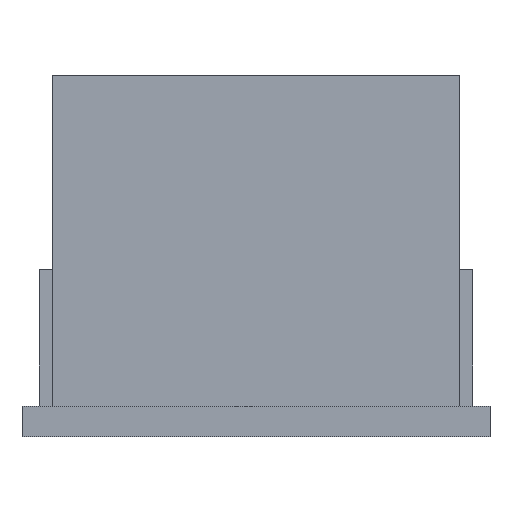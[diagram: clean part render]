
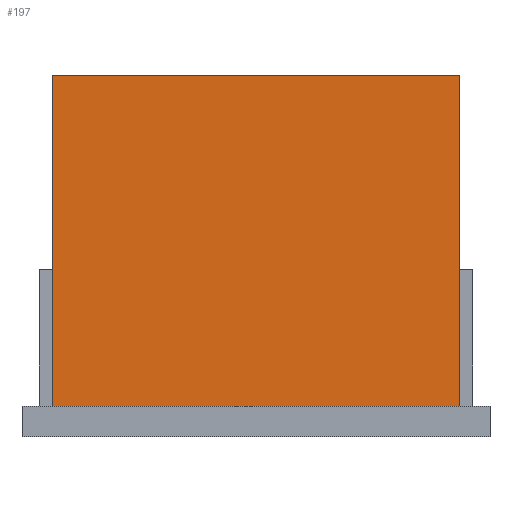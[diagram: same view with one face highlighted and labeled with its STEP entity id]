
A CAD part, front view. The second image highlights one B-rep face of the part: STEP entity #197.
In plain terms, the highlighted planar face has unit normal (0, -1, 0).
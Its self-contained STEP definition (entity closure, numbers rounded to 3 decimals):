
#168 = EDGE_LOOP ( 'NONE', ( #194, #195, #192, #196 ) ) ;
#181 = EDGE_CURVE ( 'NONE', #344, #333, #1507, .T. ) ;
#192 = ORIENTED_EDGE ( 'NONE', *, *, #338, .F. ) ;
#194 = ORIENTED_EDGE ( 'NONE', *, *, #335, .T. ) ;
#195 = ORIENTED_EDGE ( 'NONE', *, *, #181, .F. ) ;
#196 = ORIENTED_EDGE ( 'NONE', *, *, #212, .T. ) ;
#197 = ADVANCED_FACE ( 'NONE', ( #1576 ), #1560, .F. ) ;
#210 = VERTEX_POINT ( 'NONE', #1593 ) ;
#212 = EDGE_CURVE ( 'NONE', #213, #210, #1592, .T. ) ;
#213 = VERTEX_POINT ( 'NONE', #1588 ) ;
#333 = VERTEX_POINT ( 'NONE', #1864 ) ;
#335 = EDGE_CURVE ( 'NONE', #210, #333, #1863, .T. ) ;
#338 = EDGE_CURVE ( 'NONE', #213, #344, #1858, .T. ) ;
#344 = VERTEX_POINT ( 'NONE', #1895 ) ;
#1504 = DIRECTION ( 'NONE',  ( 0., 0., 1. ) ) ;
#1505 = VECTOR ( 'NONE', #1504, 1000. ) ;
#1506 = CARTESIAN_POINT ( 'NONE',  ( -10.7, 0., -8.7 ) ) ;
#1507 = LINE ( 'NONE', #1506, #1505 ) ;
#1556 = DIRECTION ( 'NONE',  ( 1., 0., 0. ) ) ;
#1557 = DIRECTION ( 'NONE',  ( 0., 1., 0. ) ) ;
#1558 = CARTESIAN_POINT ( 'NONE',  ( -10.7, 0., -8.7 ) ) ;
#1559 = AXIS2_PLACEMENT_3D ( 'NONE', #1558, #1557, #1556 ) ;
#1560 = PLANE ( 'NONE',  #1559 ) ;
#1576 = FACE_OUTER_BOUND ( 'NONE', #168, .T. ) ;
#1588 = CARTESIAN_POINT ( 'NONE',  ( 0., 0., -8.7 ) ) ;
#1589 = DIRECTION ( 'NONE',  ( 0., 0., 1. ) ) ;
#1590 = VECTOR ( 'NONE', #1589, 1000. ) ;
#1591 = CARTESIAN_POINT ( 'NONE',  ( 0., 0., -8.7 ) ) ;
#1592 = LINE ( 'NONE', #1591, #1590 ) ;
#1593 = CARTESIAN_POINT ( 'NONE',  ( 0., 0., 0. ) ) ;
#1855 = DIRECTION ( 'NONE',  ( -1., 0., 0. ) ) ;
#1856 = VECTOR ( 'NONE', #1855, 1000. ) ;
#1857 = CARTESIAN_POINT ( 'NONE',  ( -10.7, 0., -8.7 ) ) ;
#1858 = LINE ( 'NONE', #1857, #1856 ) ;
#1860 = DIRECTION ( 'NONE',  ( -1., 0., 0. ) ) ;
#1861 = VECTOR ( 'NONE', #1860, 1000. ) ;
#1862 = CARTESIAN_POINT ( 'NONE',  ( -10.7, 0., 0. ) ) ;
#1863 = LINE ( 'NONE', #1862, #1861 ) ;
#1864 = CARTESIAN_POINT ( 'NONE',  ( -10.7, 0., 0. ) ) ;
#1895 = CARTESIAN_POINT ( 'NONE',  ( -10.7, 0., -8.7 ) ) ;
